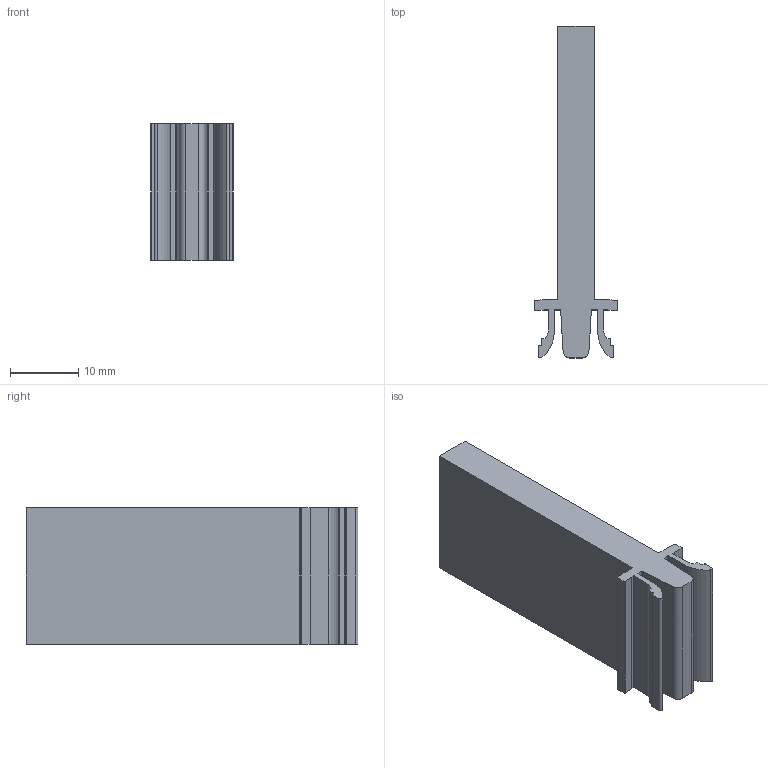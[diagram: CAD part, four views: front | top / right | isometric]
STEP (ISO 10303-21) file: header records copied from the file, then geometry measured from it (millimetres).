
FILE_DESCRIPTION(/* description */ ('STEP AP214'),/* implementation_level */ '2;1');
FILE_NAME(/* name */ '093SB40N08',/* time_stamp */ '2022-08-17T14:33:23+02:00',/* author */ ('License CC BY-ND 4.0'),/* organization */ ('CADENAS'),/* preprocessor_version */ 'ST-DEVELOPER v18.102',/* originating_system */ 'PARTsolutions',/* authorisation */ ' ');
FILE_SCHEMA (('AUTOMOTIVE_DESIGN {1 0 10303 214 3 1 1}'));
Length unit declared in the file: millimetre
Products named in the file (1): 093SB40N08
Bounding box: 12 x 48.5 x 20 mm (x, y, z)
Volume: 5460.7 mm3; surface area: 3529.5 mm2
Topology: 1 solids, 1 shells, 56 faces, 162 edges, 108 vertices
Faces by surface type: plane 32, cylinder 24
Entity records: 1884 total; most frequent: CARTESIAN_POINT 327, ORIENTED_EDGE 324, DIRECTION 324, EDGE_CURVE 162, LINE 114, VECTOR 114, VERTEX_POINT 108, AXIS2_PLACEMENT_3D 105
